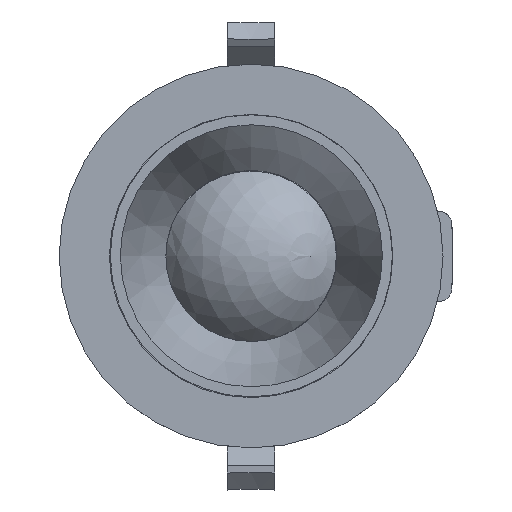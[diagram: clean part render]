
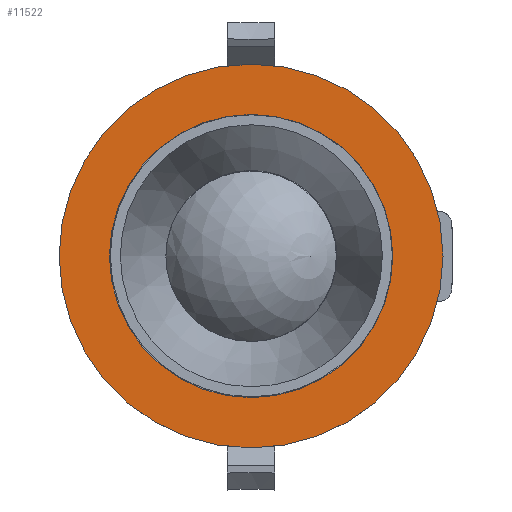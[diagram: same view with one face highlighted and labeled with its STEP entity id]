
A CAD part, top view. The second image highlights one B-rep face of the part: STEP entity #11522.
In plain terms, the highlighted face is planar.
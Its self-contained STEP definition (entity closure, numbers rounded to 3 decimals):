
#620 = CIRCLE ( 'NONE', #4133, 53.511 ) ;
#670 = DIRECTION ( 'NONE',  ( 0., -1., 0. ) ) ;
#673 = DIRECTION ( 'NONE',  ( 0., -1., 0. ) ) ;
#742 = FACE_OUTER_BOUND ( 'NONE', #9178, .T. ) ;
#1255 = CARTESIAN_POINT ( 'NONE',  ( 0.1, 0.1, -2. ) ) ;
#1424 = EDGE_LOOP ( 'NONE', ( #11963 ) ) ;
#1698 = CARTESIAN_POINT ( 'NONE',  ( 63.856, 0.1, -2. ) ) ;
#2718 = PLANE ( 'NONE',  #5431 ) ;
#3504 = FACE_BOUND ( 'NONE', #1424, .T. ) ;
#3613 = ORIENTED_EDGE ( 'NONE', *, *, #4743, .F. ) ;
#4133 = AXIS2_PLACEMENT_3D ( 'NONE', #1255, #7434, #8450 ) ;
#4424 = CARTESIAN_POINT ( 'NONE',  ( 0.1, -53.411, -2. ) ) ;
#4743 = EDGE_CURVE ( 'NONE', #5233, #5233, #7946, .T. ) ;
#5233 = VERTEX_POINT ( 'NONE', #11588 ) ;
#5431 = AXIS2_PLACEMENT_3D ( 'NONE', #1698, #11119, #673 ) ;
#7108 = CARTESIAN_POINT ( 'NONE',  ( 0.1, 0.1, -2. ) ) ;
#7434 = DIRECTION ( 'NONE',  ( 0., 0., -1. ) ) ;
#7946 = CIRCLE ( 'NONE', #11486, 72.5 ) ;
#8450 = DIRECTION ( 'NONE',  ( 0., -1., 0. ) ) ;
#9178 = EDGE_LOOP ( 'NONE', ( #3613 ) ) ;
#11094 = EDGE_CURVE ( 'NONE', #12677, #12677, #620, .T. ) ;
#11119 = DIRECTION ( 'NONE',  ( 0., 0., -1. ) ) ;
#11486 = AXIS2_PLACEMENT_3D ( 'NONE', #7108, #12082, #670 ) ;
#11522 = ADVANCED_FACE ( 'NONE', ( #742, #3504 ), #2718, .T. ) ;
#11588 = CARTESIAN_POINT ( 'NONE',  ( 0.1, -72.4, -2. ) ) ;
#11963 = ORIENTED_EDGE ( 'NONE', *, *, #11094, .F. ) ;
#12082 = DIRECTION ( 'NONE',  ( 0., 0., 1. ) ) ;
#12677 = VERTEX_POINT ( 'NONE', #4424 ) ;
